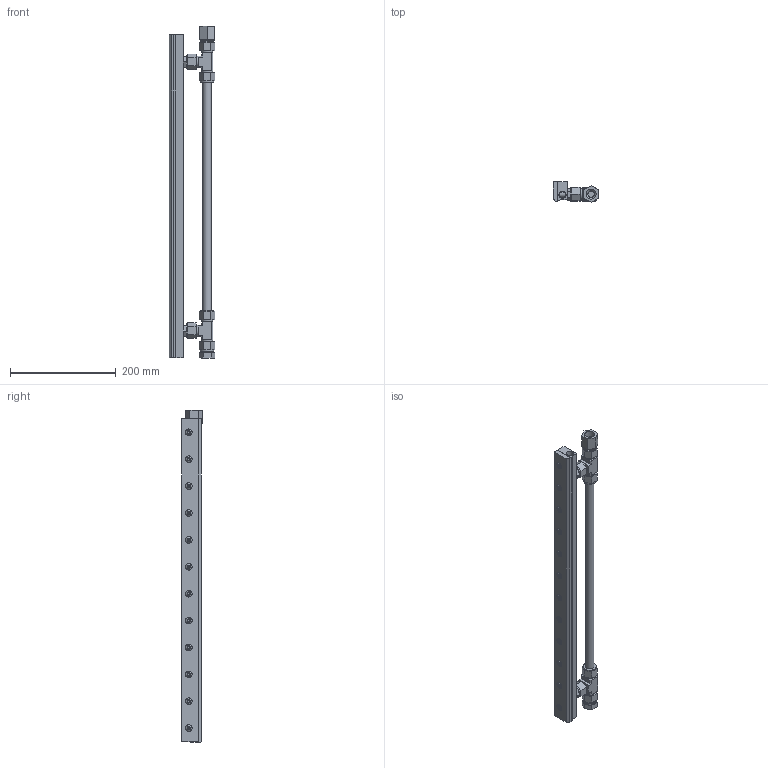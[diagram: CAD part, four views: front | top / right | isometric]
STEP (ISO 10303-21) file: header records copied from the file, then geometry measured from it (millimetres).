
FILE_DESCRIPTION(/* description */ (''),/* implementation_level */ '2;1');
FILE_NAME(/* name */ '110024SS-316PKI.stp',/* time_stamp */ '2020-02-24T12:45:33-05:00',/* author */ ('Alex Flesburg'),/* organization */ (''),/* preprocessor_version */ 'ST-DEVELOPER v18',/* originating_system */ 'Autodesk Inventor 2020',/* authorisation */ '');
FILE_SCHEMA (('AUTOMOTIVE_DESIGN { 1 0 10303 214 3 1 1 }'));
Length unit declared in the file: inch
Products named in the file (10): 110024SS-316PKI; 110024SS-316-B; 110024SS-316-C; 9950; Unbrako UNC Hex Socket Button Cap - Inch 1_4 x 5_8; 901656; 901657; 901658; 20in Gap Pipe; 901659
Assembly tree (22 placements, depth 3):
  110024SS-316PKI
    110024SS-316-B
    110024SS-316-C
    9950  x12
      Unbrako UNC Hex Socket Button Cap - Inch 1_4 x 5_8
    901656  x2
    901657  x2
    901658
    20in Gap Pipe
    901659
Bounding box: 86.26 x 39 x 627.13 mm (x, y, z)
Volume: 661295.7 mm3; surface area: 229192 mm2
Topology: 21 solids, 21 shells, 494 faces, 1269 edges, 869 vertices
Faces by surface type: plane 327, cylinder 104, cone 39, torus 24
Full cylindrical faces by diameter (mm): 5.159 x12, 6.35 x12, 7.144 x12, 9.525 x2, 11.1 x12, 11.112 x4, 11.938 x1, 12.065 x2, 12.7 x16, 13.386 x1, 13.589 x2, 13.716 x2, 15.875 x11, 19.05 x1, 20.574 x6, 24.765 x1, 25.4 x6, 26.543 x1
Entity records: 7616 total; most frequent: DIRECTION 1346, CARTESIAN_POINT 1249, ORIENTED_EDGE 1154, EDGE_CURVE 577, AXIS2_PLACEMENT_3D 514, VERTEX_POINT 396, EDGE_LOOP 325, LINE 318
